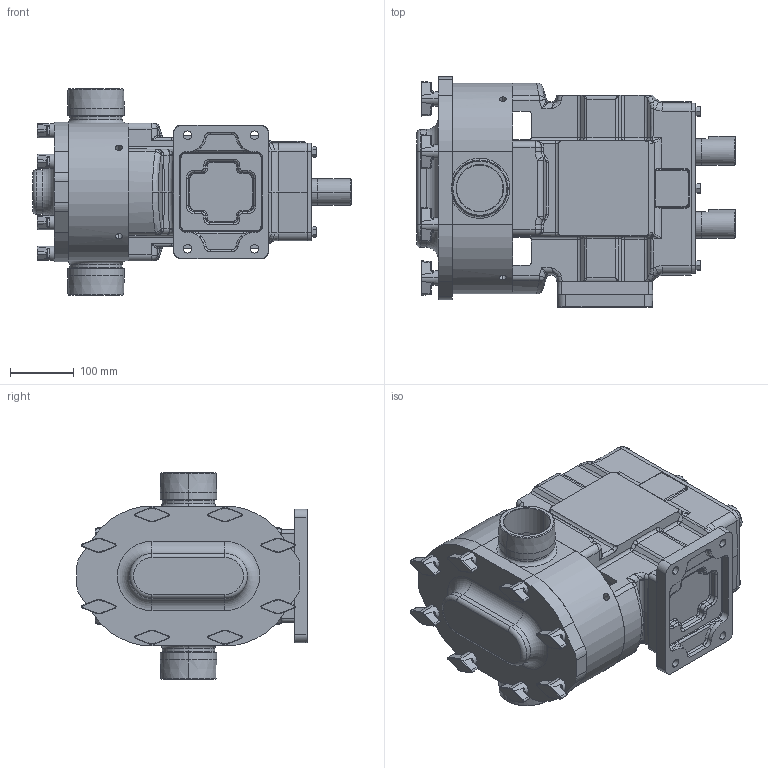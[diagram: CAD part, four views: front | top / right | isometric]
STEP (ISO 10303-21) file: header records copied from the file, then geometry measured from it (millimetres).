
FILE_DESCRIPTION (( 'STEP AP214' ), '1' );
FILE_NAME ('TRA10-1300-025.STEP', '2024-04-11T20:12:26', ( '' ), ( '' ), 'SwSTEP 2.0', 'SolidWorks 2022', '' );
FILE_SCHEMA (( 'AUTOMOTIVE_DESIGN' ));
Length unit declared in the file: inch
Products named in the file (5): TRA10-0600-COVER-STD; 1300NPT30; TRA10-0600-GEARBOX-H; TRA10-1300-BODY; TRA10-1300-025
Assembly tree (5 placements, depth 2):
  TRA10-1300-025
    TRA10-0600-GEARBOX-H
    TRA10-1300-BODY
    TRA10-0600-COVER-STD
    1300NPT30  x2
Bounding box: 499.28 x 360.3 x 323.85 mm (x, y, z)
Volume: 21013613.7 mm3; surface area: 916725.8 mm2
Topology: 5 solids, 5 shells, 1071 faces, 2599 edges, 1540 vertices
Faces by surface type: cylinder 380, plane 287, bspline 206, torus 100, cone 82, sphere 16
Entity records: 39231 total; most frequent: CARTESIAN_POINT 16635, ORIENTED_EDGE 5058, DIRECTION 4337, EDGE_CURVE 2529, AXIS2_PLACEMENT_3D 1678, VERTEX_POINT 1520, EDGE_LOOP 1101, ADVANCED_FACE 1054
